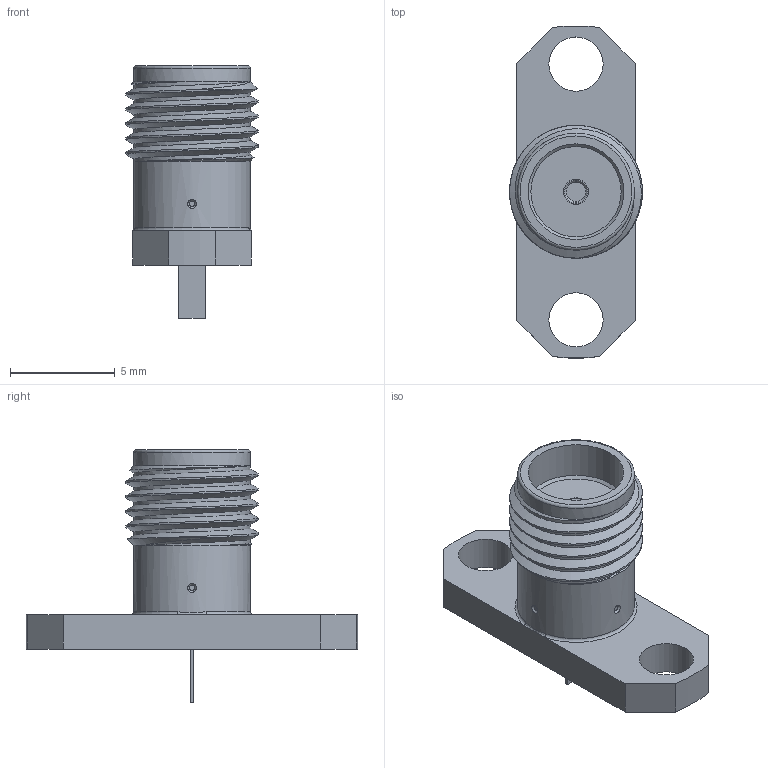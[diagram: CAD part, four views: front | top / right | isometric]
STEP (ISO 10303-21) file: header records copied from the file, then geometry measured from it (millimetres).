
FILE_DESCRIPTION (( 'STEP AP214' ), '1' );
FILE_NAME ('FMCN4377_3D.STEP', '2022-12-30T19:38:24', ( '' ), ( '' ), 'SwSTEP 2.0', 'SolidWorks 2022', '' );
FILE_SCHEMA (( 'AUTOMOTIVE_DESIGN' ));
Length unit declared in the file: inch
Products named in the file (1): FMCN4377_3D
Bounding box: 6.35 x 15.86 x 12.06 mm (x, y, z)
Volume: 290.6 mm3; surface area: 464.4 mm2
Topology: 1 solids, 1 shells, 59 faces, 138 edges, 89 vertices
Faces by surface type: plane 30, cylinder 12, cone 9, bspline 5, torus 3
Full cylindrical faces by diameter (mm): 0.94 x1, 1.194 x1, 2.591 x2, 4.572 x1, 5.582 x2
Entity records: 3468 total; most frequent: CARTESIAN_POINT 2197, DIRECTION 250, ORIENTED_EDGE 234, EDGE_CURVE 117, AXIS2_PLACEMENT_3D 101, EDGE_LOOP 84, VERTEX_POINT 81, FACE_OUTER_BOUND 67
